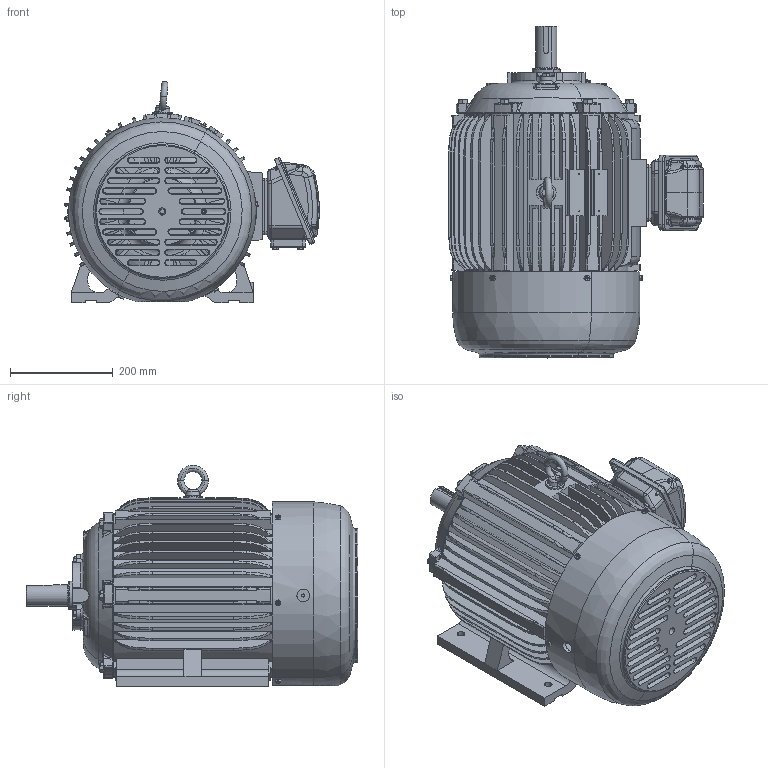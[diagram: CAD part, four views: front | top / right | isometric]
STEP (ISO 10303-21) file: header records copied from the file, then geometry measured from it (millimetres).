
FILE_DESCRIPTION(('CATIA V5 STEP Exchange'),'2;1');
FILE_NAME('284TS-H_AllCATPart.stp','2012-08-24T07:55:48+00:00',('none'),('none'),'CATIA Version 5 Release 19 SP 9 (IN-10)','CATIA V5 STEP AP203','none');
FILE_SCHEMA(('CONFIG_CONTROL_DESIGN'));
Length unit declared in the file: millimetre
Products named in the file (1): 284TS-H_AllCATPart
Bounding box: 497.32 x 647.4 x 431.57 mm (x, y, z)
Volume: 13549232.7 mm3; surface area: 2901460.1 mm2
Topology: 48 solids, 48 shells, 3356 faces, 8961 edges, 5775 vertices
Faces by surface type: plane 1217, cylinder 786, torus 546, cone 484, bspline 286, sphere 33, extrusion 4
Entity records: 121104 total; most frequent: CARTESIAN_POINT 49156, ORIENTED_EDGE 17822, DIRECTION 9680, EDGE_CURVE 8911, VERTEX_POINT 5775, AXIS2_PLACEMENT_3D 4838, EDGE_LOOP 3688, ADVANCED_FACE 3356
